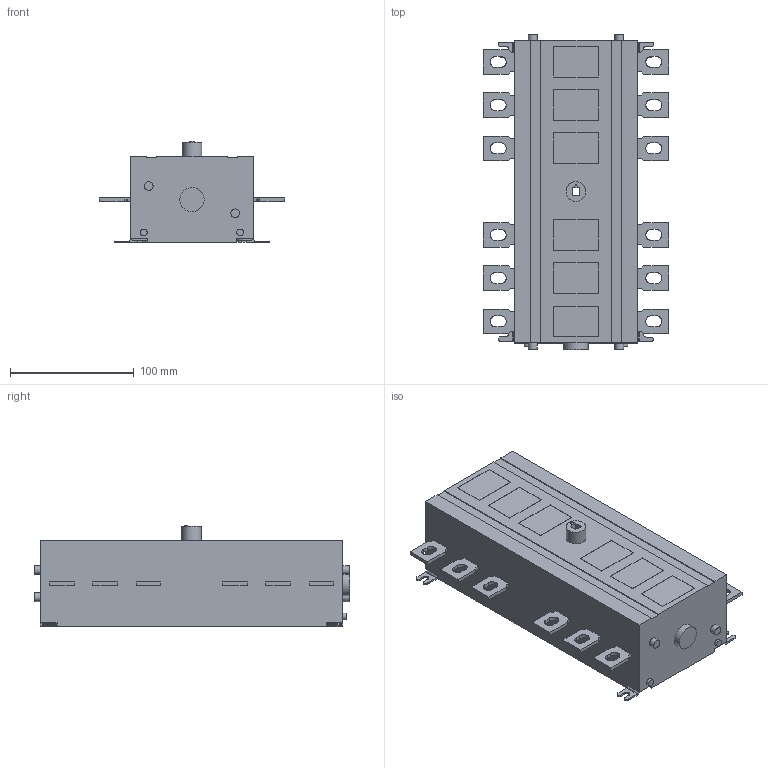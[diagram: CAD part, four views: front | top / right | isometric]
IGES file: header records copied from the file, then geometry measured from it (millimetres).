
Global section: file name: OT200E33_palikkamalli.igs; preprocessor: I-DEAS 3D IGES Translator 11; date: 20090608.153457; units: millimetre
Bounding box: 150 x 255.4 x 82.5 mm (x, y, z)
Volume: 1716189.5 mm3; surface area: 115484.5 mm2
Topology: 1 solids, 1 shells, 392 faces, 1136 edges, 824 vertices
Faces by surface type: bspline 392
